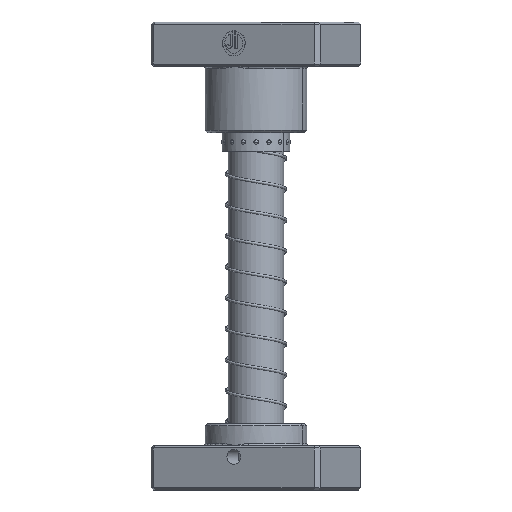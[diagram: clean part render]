
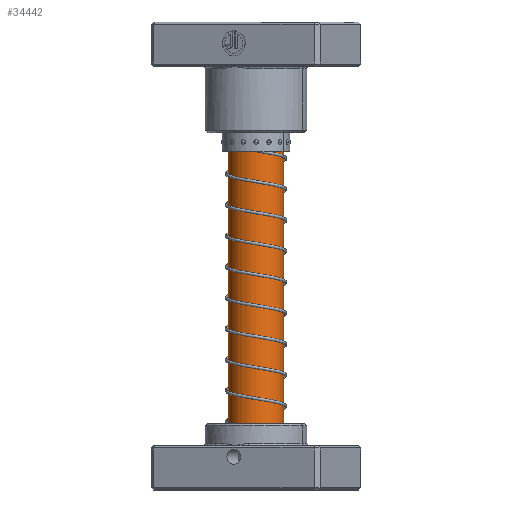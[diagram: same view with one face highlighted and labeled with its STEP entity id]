
A CAD part, front view. The second image highlights one B-rep face of the part: STEP entity #34442.
In plain terms, the highlighted cylindrical face has radius 12.5 mm (diameter 25 mm), a partial arc.
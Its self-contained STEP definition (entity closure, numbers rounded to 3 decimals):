
#2709 = CARTESIAN_POINT ( 'NONE',  ( 12.5, 0., 177.5 ) ) ;
#3120 = DIRECTION ( 'NONE',  ( 0., 0., -1. ) ) ;
#4718 = VERTEX_POINT ( 'NONE', #2709 ) ;
#5814 = CARTESIAN_POINT ( 'NONE',  ( -12.5, 0., 177.5 ) ) ;
#7025 = ORIENTED_EDGE ( 'NONE', *, *, #31141, .T. ) ;
#7376 = EDGE_CURVE ( 'NONE', #22769, #34307, #11905, .T. ) ;
#9077 = DIRECTION ( 'NONE',  ( 0., 0., -1. ) ) ;
#9272 = VECTOR ( 'NONE', #9077, 1000. ) ;
#10396 = LINE ( 'NONE', #16227, #9272 ) ;
#11905 = CIRCLE ( 'NONE', #25483, 12.5 ) ;
#12633 = VERTEX_POINT ( 'NONE', #5814 ) ;
#13068 = CARTESIAN_POINT ( 'NONE',  ( 0., 0., 177.5 ) ) ;
#13470 = ORIENTED_EDGE ( 'NONE', *, *, #41295, .F. ) ;
#15314 = CARTESIAN_POINT ( 'NONE',  ( -12.5, 0., 19. ) ) ;
#15771 = CARTESIAN_POINT ( 'NONE',  ( 0., 0., 180. ) ) ;
#16227 = CARTESIAN_POINT ( 'NONE',  ( 12.5, 0., 180. ) ) ;
#16400 = DIRECTION ( 'NONE',  ( -1., 0., 0. ) ) ;
#16642 = AXIS2_PLACEMENT_3D ( 'NONE', #13068, #38253, #16700 ) ;
#16700 = DIRECTION ( 'NONE',  ( 1., 0., 0. ) ) ;
#16770 = CARTESIAN_POINT ( 'NONE',  ( 0., 0., 19. ) ) ;
#18074 = EDGE_LOOP ( 'NONE', ( #13470, #21340, #7025, #21969 ) ) ;
#19078 = CARTESIAN_POINT ( 'NONE',  ( 12.5, 0., 19. ) ) ;
#20396 = DIRECTION ( 'NONE',  ( -1., 0., 0. ) ) ;
#21340 = ORIENTED_EDGE ( 'NONE', *, *, #36660, .T. ) ;
#21969 = ORIENTED_EDGE ( 'NONE', *, *, #7376, .F. ) ;
#22769 = VERTEX_POINT ( 'NONE', #19078 ) ;
#24772 = CARTESIAN_POINT ( 'NONE',  ( -12.5, 0., 180. ) ) ;
#25483 = AXIS2_PLACEMENT_3D ( 'NONE', #16770, #41971, #20396 ) ;
#26069 = CYLINDRICAL_SURFACE ( 'NONE', #30458, 12.5 ) ;
#30458 = AXIS2_PLACEMENT_3D ( 'NONE', #15771, #41582, #16400 ) ;
#31141 = EDGE_CURVE ( 'NONE', #12633, #34307, #44991, .T. ) ;
#34307 = VERTEX_POINT ( 'NONE', #15314 ) ;
#34442 = ADVANCED_FACE ( 'NONE', ( #36776 ), #26069, .T. ) ;
#35429 = VECTOR ( 'NONE', #3120, 1000. ) ;
#36660 = EDGE_CURVE ( 'NONE', #4718, #12633, #46065, .T. ) ;
#36776 = FACE_OUTER_BOUND ( 'NONE', #18074, .T. ) ;
#38253 = DIRECTION ( 'NONE',  ( 0., 0., -1. ) ) ;
#41295 = EDGE_CURVE ( 'NONE', #4718, #22769, #10396, .T. ) ;
#41582 = DIRECTION ( 'NONE',  ( 0., 0., -1. ) ) ;
#41971 = DIRECTION ( 'NONE',  ( 0., 0., -1. ) ) ;
#44991 = LINE ( 'NONE', #24772, #35429 ) ;
#46065 = CIRCLE ( 'NONE', #16642, 12.5 ) ;
